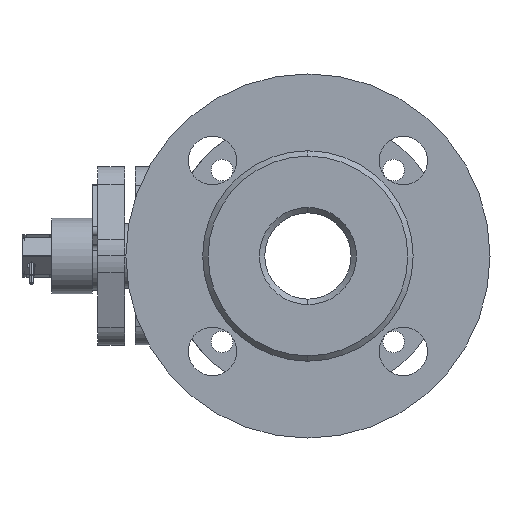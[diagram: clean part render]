
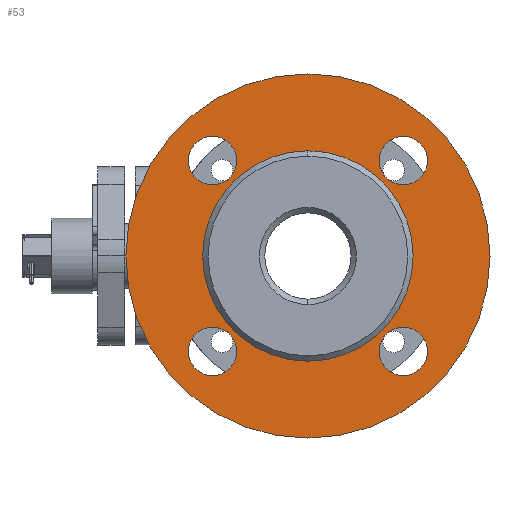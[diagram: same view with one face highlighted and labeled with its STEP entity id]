
A CAD part, left-side view. The second image highlights one B-rep face of the part: STEP entity #53.
In plain terms, the highlighted planar face has unit normal (-1, 0, 0).
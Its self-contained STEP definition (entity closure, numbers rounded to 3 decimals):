
#53 = ADVANCED_FACE ( 'NONE', ( #3714, #7710, #8369, #2248, #1579, #7557 ), #6154, .T. ) ;
#231 = CARTESIAN_POINT ( 'NONE',  ( -69.403, 35.355, 44.355 ) ) ;
#606 = DIRECTION ( 'NONE',  ( -1., 0., 0. ) ) ;
#607 = CIRCLE ( 'NONE', #6295, 39. ) ;
#719 = CARTESIAN_POINT ( 'NONE',  ( -69.403, -35.355, -44.355 ) ) ;
#934 = DIRECTION ( 'NONE',  ( -1., 0., 0. ) ) ;
#1016 = VERTEX_POINT ( 'NONE', #719 ) ;
#1180 = CARTESIAN_POINT ( 'NONE',  ( -69.403, -35.355, -26.355 ) ) ;
#1371 = CARTESIAN_POINT ( 'NONE',  ( -69.403, -35.355, 35.355 ) ) ;
#1417 = CARTESIAN_POINT ( 'NONE',  ( -69.403, 0., 0. ) ) ;
#1420 = AXIS2_PLACEMENT_3D ( 'NONE', #7884, #934, #4739 ) ;
#1469 = DIRECTION ( 'NONE',  ( 0., 0., 1. ) ) ;
#1523 = VERTEX_POINT ( 'NONE', #5420 ) ;
#1579 = FACE_OUTER_BOUND ( 'NONE', #2192, .T. ) ;
#1691 = VERTEX_POINT ( 'NONE', #231 ) ;
#1723 = CIRCLE ( 'NONE', #3515, 67.5 ) ;
#1744 = CARTESIAN_POINT ( 'NONE',  ( -69.403, 35.355, 35.355 ) ) ;
#1775 = CARTESIAN_POINT ( 'NONE',  ( -69.403, 0., 67.5 ) ) ;
#1906 = EDGE_CURVE ( 'NONE', #3352, #1523, #2847, .T. ) ;
#2159 = EDGE_CURVE ( 'NONE', #4240, #9649, #7543, .T. ) ;
#2183 = CIRCLE ( 'NONE', #7201, 9. ) ;
#2192 = EDGE_LOOP ( 'NONE', ( #6410, #2341 ) ) ;
#2248 = FACE_BOUND ( 'NONE', #7484, .T. ) ;
#2284 = CARTESIAN_POINT ( 'NONE',  ( -69.403, -35.355, -35.355 ) ) ;
#2341 = ORIENTED_EDGE ( 'NONE', *, *, #2547, .T. ) ;
#2547 = EDGE_CURVE ( 'NONE', #3484, #3616, #5119, .T. ) ;
#2632 = ORIENTED_EDGE ( 'NONE', *, *, #9854, .F. ) ;
#2697 = CIRCLE ( 'NONE', #9673, 9. ) ;
#2702 = EDGE_CURVE ( 'NONE', #7320, #1016, #2697, .T. ) ;
#2847 = CIRCLE ( 'NONE', #7865, 39. ) ;
#2853 = CIRCLE ( 'NONE', #8198, 9. ) ;
#2890 = CIRCLE ( 'NONE', #7430, 9. ) ;
#2998 = DIRECTION ( 'NONE',  ( 0., 0., 1. ) ) ;
#3352 = VERTEX_POINT ( 'NONE', #4270 ) ;
#3442 = CARTESIAN_POINT ( 'NONE',  ( -69.403, 35.355, -26.355 ) ) ;
#3484 = VERTEX_POINT ( 'NONE', #5283 ) ;
#3489 = EDGE_LOOP ( 'NONE', ( #8426, #9116 ) ) ;
#3515 = AXIS2_PLACEMENT_3D ( 'NONE', #9243, #3765, #2998 ) ;
#3543 = EDGE_CURVE ( 'NONE', #5129, #6965, #2853, .T. ) ;
#3570 = EDGE_CURVE ( 'NONE', #3616, #3484, #1723, .T. ) ;
#3616 = VERTEX_POINT ( 'NONE', #1775 ) ;
#3639 = DIRECTION ( 'NONE',  ( 0., 0., 1. ) ) ;
#3714 = FACE_BOUND ( 'NONE', #5716, .T. ) ;
#3716 = DIRECTION ( 'NONE',  ( 0., 0., 1. ) ) ;
#3765 = DIRECTION ( 'NONE',  ( -1., 0., 0. ) ) ;
#3790 = DIRECTION ( 'NONE',  ( -1., 0., 0. ) ) ;
#3799 = CARTESIAN_POINT ( 'NONE',  ( -69.403, 0., 0. ) ) ;
#3825 = EDGE_LOOP ( 'NONE', ( #9699, #7726 ) ) ;
#3844 = AXIS2_PLACEMENT_3D ( 'NONE', #6685, #9772, #3639 ) ;
#3863 = CIRCLE ( 'NONE', #9530, 9. ) ;
#3879 = CARTESIAN_POINT ( 'NONE',  ( -69.403, 35.355, -44.355 ) ) ;
#3929 = DIRECTION ( 'NONE',  ( 0., 0., 1. ) ) ;
#3946 = VERTEX_POINT ( 'NONE', #7599 ) ;
#4017 = CIRCLE ( 'NONE', #3844, 9. ) ;
#4082 = DIRECTION ( 'NONE',  ( -1., 0., 0. ) ) ;
#4089 = DIRECTION ( 'NONE',  ( 0., 0., 1. ) ) ;
#4240 = VERTEX_POINT ( 'NONE', #3442 ) ;
#4250 = DIRECTION ( 'NONE',  ( -1., 0., 0. ) ) ;
#4270 = CARTESIAN_POINT ( 'NONE',  ( -69.403, 0., -39. ) ) ;
#4296 = DIRECTION ( 'NONE',  ( 0., 0., 1. ) ) ;
#4354 = DIRECTION ( 'NONE',  ( -1., 0., 0. ) ) ;
#4409 = EDGE_CURVE ( 'NONE', #6965, #5129, #4017, .T. ) ;
#4460 = ORIENTED_EDGE ( 'NONE', *, *, #4409, .F. ) ;
#4485 = EDGE_CURVE ( 'NONE', #1016, #7320, #5795, .T. ) ;
#4549 = AXIS2_PLACEMENT_3D ( 'NONE', #6100, #7013, #9134 ) ;
#4739 = DIRECTION ( 'NONE',  ( 0., 0., 1. ) ) ;
#4741 = DIRECTION ( 'NONE',  ( 0., 0., 1. ) ) ;
#4793 = DIRECTION ( 'NONE',  ( -1., 0., 0. ) ) ;
#5099 = ORIENTED_EDGE ( 'NONE', *, *, #5453, .F. ) ;
#5108 = EDGE_CURVE ( 'NONE', #1523, #3352, #607, .T. ) ;
#5119 = CIRCLE ( 'NONE', #6431, 67.5 ) ;
#5129 = VERTEX_POINT ( 'NONE', #9126 ) ;
#5179 = EDGE_LOOP ( 'NONE', ( #8370, #4460 ) ) ;
#5283 = CARTESIAN_POINT ( 'NONE',  ( -69.403, 0., -67.5 ) ) ;
#5328 = ORIENTED_EDGE ( 'NONE', *, *, #2159, .F. ) ;
#5420 = CARTESIAN_POINT ( 'NONE',  ( -69.403, 0., 39. ) ) ;
#5453 = EDGE_CURVE ( 'NONE', #9649, #4240, #3863, .T. ) ;
#5460 = CARTESIAN_POINT ( 'NONE',  ( -69.403, 35.355, 35.355 ) ) ;
#5600 = ORIENTED_EDGE ( 'NONE', *, *, #7193, .F. ) ;
#5716 = EDGE_LOOP ( 'NONE', ( #5328, #5099 ) ) ;
#5795 = CIRCLE ( 'NONE', #1420, 9. ) ;
#6093 = DIRECTION ( 'NONE',  ( -1., 0., 0. ) ) ;
#6100 = CARTESIAN_POINT ( 'NONE',  ( -69.403, 0., 0. ) ) ;
#6154 = PLANE ( 'NONE',  #4549 ) ;
#6295 = AXIS2_PLACEMENT_3D ( 'NONE', #1417, #6093, #1469 ) ;
#6410 = ORIENTED_EDGE ( 'NONE', *, *, #3570, .T. ) ;
#6431 = AXIS2_PLACEMENT_3D ( 'NONE', #3799, #6901, #9832 ) ;
#6685 = CARTESIAN_POINT ( 'NONE',  ( -69.403, -35.355, 35.355 ) ) ;
#6901 = DIRECTION ( 'NONE',  ( -1., 0., 0. ) ) ;
#6965 = VERTEX_POINT ( 'NONE', #8451 ) ;
#7013 = DIRECTION ( 'NONE',  ( -1., 0., 0. ) ) ;
#7085 = DIRECTION ( 'NONE',  ( -1., 0., 0. ) ) ;
#7193 = EDGE_CURVE ( 'NONE', #1691, #3946, #2183, .T. ) ;
#7201 = AXIS2_PLACEMENT_3D ( 'NONE', #5460, #4793, #4741 ) ;
#7320 = VERTEX_POINT ( 'NONE', #1180 ) ;
#7430 = AXIS2_PLACEMENT_3D ( 'NONE', #1744, #4082, #3929 ) ;
#7448 = DIRECTION ( 'NONE',  ( 0., 0., 1. ) ) ;
#7484 = EDGE_LOOP ( 'NONE', ( #5600, #2632 ) ) ;
#7543 = CIRCLE ( 'NONE', #9002, 9. ) ;
#7557 = FACE_BOUND ( 'NONE', #3489, .T. ) ;
#7584 = DIRECTION ( 'NONE',  ( 0., 0., 1. ) ) ;
#7599 = CARTESIAN_POINT ( 'NONE',  ( -69.403, 35.355, 26.355 ) ) ;
#7710 = FACE_BOUND ( 'NONE', #3825, .T. ) ;
#7726 = ORIENTED_EDGE ( 'NONE', *, *, #4485, .F. ) ;
#7865 = AXIS2_PLACEMENT_3D ( 'NONE', #8290, #3790, #7584 ) ;
#7883 = CARTESIAN_POINT ( 'NONE',  ( -69.403, 35.355, -35.355 ) ) ;
#7884 = CARTESIAN_POINT ( 'NONE',  ( -69.403, -35.355, -35.355 ) ) ;
#8198 = AXIS2_PLACEMENT_3D ( 'NONE', #1371, #606, #3716 ) ;
#8290 = CARTESIAN_POINT ( 'NONE',  ( -69.403, 0., 0. ) ) ;
#8369 = FACE_BOUND ( 'NONE', #5179, .T. ) ;
#8370 = ORIENTED_EDGE ( 'NONE', *, *, #3543, .F. ) ;
#8426 = ORIENTED_EDGE ( 'NONE', *, *, #1906, .F. ) ;
#8451 = CARTESIAN_POINT ( 'NONE',  ( -69.403, -35.355, 26.355 ) ) ;
#9002 = AXIS2_PLACEMENT_3D ( 'NONE', #7883, #7085, #4089 ) ;
#9116 = ORIENTED_EDGE ( 'NONE', *, *, #5108, .F. ) ;
#9126 = CARTESIAN_POINT ( 'NONE',  ( -69.403, -35.355, 44.355 ) ) ;
#9134 = DIRECTION ( 'NONE',  ( 0., 0., 1. ) ) ;
#9243 = CARTESIAN_POINT ( 'NONE',  ( -69.403, 0., 0. ) ) ;
#9530 = AXIS2_PLACEMENT_3D ( 'NONE', #9579, #4250, #4296 ) ;
#9579 = CARTESIAN_POINT ( 'NONE',  ( -69.403, 35.355, -35.355 ) ) ;
#9649 = VERTEX_POINT ( 'NONE', #3879 ) ;
#9673 = AXIS2_PLACEMENT_3D ( 'NONE', #2284, #4354, #7448 ) ;
#9699 = ORIENTED_EDGE ( 'NONE', *, *, #2702, .F. ) ;
#9772 = DIRECTION ( 'NONE',  ( -1., 0., 0. ) ) ;
#9832 = DIRECTION ( 'NONE',  ( 0., 0., 1. ) ) ;
#9854 = EDGE_CURVE ( 'NONE', #3946, #1691, #2890, .T. ) ;
